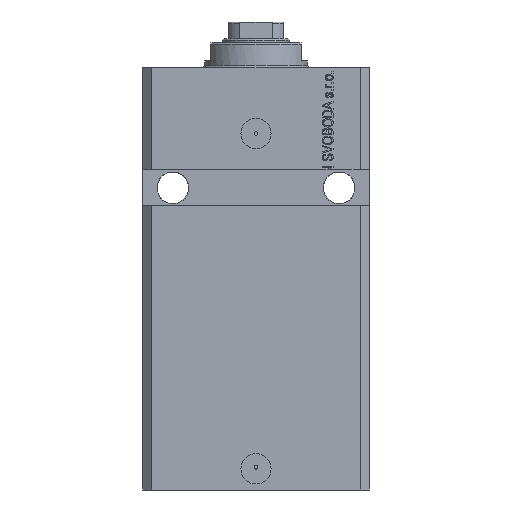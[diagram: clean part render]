
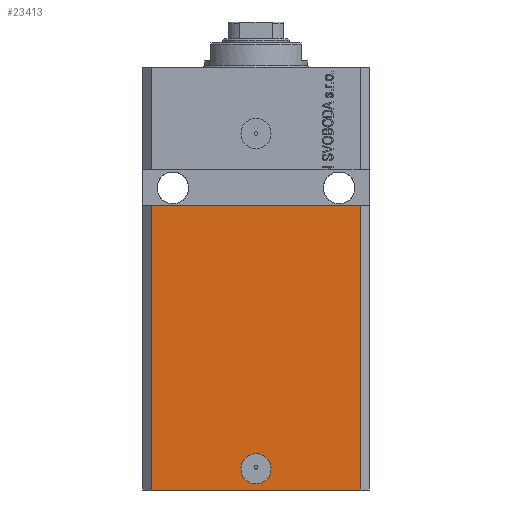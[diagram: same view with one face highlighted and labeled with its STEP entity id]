
A CAD part, front view. The second image highlights one B-rep face of the part: STEP entity #23413.
In plain terms, the highlighted planar face has unit normal (0, -1, 0).
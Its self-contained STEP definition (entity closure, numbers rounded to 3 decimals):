
#1524 = AXIS2_PLACEMENT_3D ( 'NONE', #9958, #24585, #38440 ) ;
#2670 = DIRECTION ( 'NONE',  ( 0., -1., 0. ) ) ;
#2763 = AXIS2_PLACEMENT_3D ( 'NONE', #6476, #2670, #25187 ) ;
#4005 = CARTESIAN_POINT ( 'NONE',  ( 34.5, -27.5, -140. ) ) ;
#6476 = CARTESIAN_POINT ( 'NONE',  ( 0., -27.5, -133. ) ) ;
#6776 = DIRECTION ( 'NONE',  ( 1., 0., 0. ) ) ;
#6844 = EDGE_CURVE ( 'NONE', #19736, #15123, #44581, .T. ) ;
#8182 = CARTESIAN_POINT ( 'NONE',  ( 34.5, -27.5, -140. ) ) ;
#9491 = CARTESIAN_POINT ( 'NONE',  ( -34.5, -27.5, -140. ) ) ;
#9958 = CARTESIAN_POINT ( 'NONE',  ( 0., -27.5, -133. ) ) ;
#11011 = VERTEX_POINT ( 'NONE', #31215 ) ;
#11185 = AXIS2_PLACEMENT_3D ( 'NONE', #16041, #27293, #24184 ) ;
#12691 = FACE_OUTER_BOUND ( 'NONE', #22361, .T. ) ;
#12722 = LINE ( 'NONE', #37605, #23693 ) ;
#13124 = EDGE_CURVE ( 'NONE', #36436, #19736, #28599, .T. ) ;
#13611 = VECTOR ( 'NONE', #25089, 1000. ) ;
#15123 = VERTEX_POINT ( 'NONE', #23352 ) ;
#16041 = CARTESIAN_POINT ( 'NONE',  ( -34.5, -27.5, -140. ) ) ;
#16715 = ORIENTED_EDGE ( 'NONE', *, *, #6844, .T. ) ;
#17134 = VECTOR ( 'NONE', #33554, 1000. ) ;
#17197 = VECTOR ( 'NONE', #6776, 1000. ) ;
#19736 = VERTEX_POINT ( 'NONE', #4005 ) ;
#22361 = EDGE_LOOP ( 'NONE', ( #33493, #40130, #36865, #16715 ) ) ;
#23352 = CARTESIAN_POINT ( 'NONE',  ( 34.5, -27.5, -46. ) ) ;
#23413 = ADVANCED_FACE ( 'NONE', ( #37104, #12691 ), #28005, .T. ) ;
#23430 = CIRCLE ( 'NONE', #2763, 5. ) ;
#23693 = VECTOR ( 'NONE', #38552, 1000. ) ;
#24136 = CARTESIAN_POINT ( 'NONE',  ( -34.5, -27.5, -46. ) ) ;
#24184 = DIRECTION ( 'NONE',  ( 0., 0., -1. ) ) ;
#24585 = DIRECTION ( 'NONE',  ( 0., -1., 0. ) ) ;
#25089 = DIRECTION ( 'NONE',  ( 1., 0., 0. ) ) ;
#25187 = DIRECTION ( 'NONE',  ( 1., 0., 0. ) ) ;
#27073 = EDGE_CURVE ( 'NONE', #11011, #33739, #23430, .T. ) ;
#27293 = DIRECTION ( 'NONE',  ( 0., -1., 0. ) ) ;
#27661 = CARTESIAN_POINT ( 'NONE',  ( -34.5, -27.5, -140. ) ) ;
#28005 = PLANE ( 'NONE',  #11185 ) ;
#28599 = LINE ( 'NONE', #27661, #17197 ) ;
#29607 = EDGE_LOOP ( 'NONE', ( #35086, #44683 ) ) ;
#30009 = CARTESIAN_POINT ( 'NONE',  ( 5., -27.5, -133. ) ) ;
#31215 = CARTESIAN_POINT ( 'NONE',  ( -5., -27.5, -133. ) ) ;
#31338 = EDGE_CURVE ( 'NONE', #43798, #15123, #36071, .T. ) ;
#33493 = ORIENTED_EDGE ( 'NONE', *, *, #31338, .F. ) ;
#33554 = DIRECTION ( 'NONE',  ( 0., 0., 1. ) ) ;
#33739 = VERTEX_POINT ( 'NONE', #30009 ) ;
#34774 = EDGE_CURVE ( 'NONE', #36436, #43798, #12722, .T. ) ;
#35086 = ORIENTED_EDGE ( 'NONE', *, *, #38674, .F. ) ;
#36071 = LINE ( 'NONE', #42320, #13611 ) ;
#36436 = VERTEX_POINT ( 'NONE', #9491 ) ;
#36865 = ORIENTED_EDGE ( 'NONE', *, *, #13124, .T. ) ;
#37104 = FACE_BOUND ( 'NONE', #29607, .T. ) ;
#37605 = CARTESIAN_POINT ( 'NONE',  ( -34.5, -27.5, -140. ) ) ;
#38440 = DIRECTION ( 'NONE',  ( 1., 0., 0. ) ) ;
#38552 = DIRECTION ( 'NONE',  ( 0., 0., 1. ) ) ;
#38674 = EDGE_CURVE ( 'NONE', #33739, #11011, #43607, .T. ) ;
#40130 = ORIENTED_EDGE ( 'NONE', *, *, #34774, .F. ) ;
#42320 = CARTESIAN_POINT ( 'NONE',  ( -37.5, -27.5, -46. ) ) ;
#43607 = CIRCLE ( 'NONE', #1524, 5. ) ;
#43798 = VERTEX_POINT ( 'NONE', #24136 ) ;
#44581 = LINE ( 'NONE', #8182, #17134 ) ;
#44683 = ORIENTED_EDGE ( 'NONE', *, *, #27073, .F. ) ;
